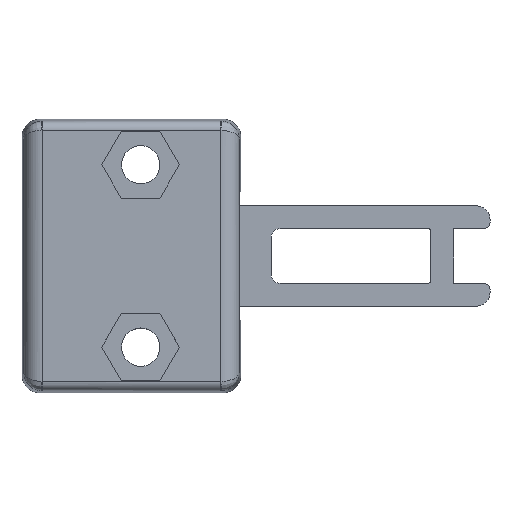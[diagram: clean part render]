
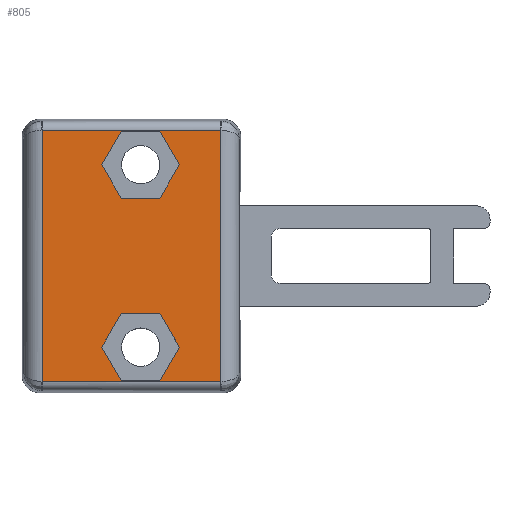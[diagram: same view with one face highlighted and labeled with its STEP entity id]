
A CAD part, top view. The second image highlights one B-rep face of the part: STEP entity #805.
In plain terms, the highlighted planar face has unit normal (0, 0, 1).
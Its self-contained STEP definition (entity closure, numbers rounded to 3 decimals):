
#71=ELLIPSE('',#2495,1.001,1.);
#73=ELLIPSE('',#2499,1.001,1.);
#75=ELLIPSE('',#2502,1.001,1.);
#82=ELLIPSE('',#2516,1.001,1.);
#217=FACE_BOUND('',#1073,.T.);
#218=FACE_BOUND('',#1074,.T.);
#219=FACE_BOUND('',#1075,.T.);
#258=PLANE('',#2518);
#309=LINE('',#3407,#542);
#312=LINE('',#3413,#545);
#314=LINE('',#3417,#547);
#316=LINE('',#3421,#549);
#318=LINE('',#3425,#551);
#326=LINE('',#3447,#559);
#329=LINE('',#3453,#562);
#331=LINE('',#3457,#564);
#333=LINE('',#3461,#566);
#335=LINE('',#3465,#568);
#336=LINE('',#3467,#569);
#355=LINE('',#3543,#588);
#356=LINE('',#3587,#589);
#358=LINE('',#3645,#591);
#359=LINE('',#3689,#592);
#371=LINE('',#3842,#604);
#542=VECTOR('',#2695,1.);
#545=VECTOR('',#2700,1.);
#547=VECTOR('',#2704,1.);
#549=VECTOR('',#2708,1.);
#551=VECTOR('',#2712,1.);
#559=VECTOR('',#2730,1.);
#562=VECTOR('',#2735,1.);
#564=VECTOR('',#2739,1.);
#566=VECTOR('',#2743,1.);
#568=VECTOR('',#2747,1.);
#569=VECTOR('',#2750,1.);
#588=VECTOR('',#2791,1.);
#589=VECTOR('',#2798,1.);
#591=VECTOR('',#2802,1.);
#592=VECTOR('',#2809,1.);
#604=VECTOR('',#2853,1.);
#805=ADVANCED_FACE('',(#217,#218,#219),#258,.F.);
#1073=EDGE_LOOP('',(#1351,#1352,#1353,#1354,#1355,#1356,#1357,#1358));
#1074=EDGE_LOOP('',(#1359,#1360,#1361,#1362,#1363,#1364));
#1075=EDGE_LOOP('',(#1365,#1366,#1367,#1368,#1369,#1370));
#1351=ORIENTED_EDGE('',*,*,#2153,.F.);
#1352=ORIENTED_EDGE('',*,*,#2174,.F.);
#1353=ORIENTED_EDGE('',*,*,#2147,.F.);
#1354=ORIENTED_EDGE('',*,*,#2151,.F.);
#1355=ORIENTED_EDGE('',*,*,#2172,.F.);
#1356=ORIENTED_EDGE('',*,*,#2145,.F.);
#1357=ORIENTED_EDGE('',*,*,#2135,.F.);
#1358=ORIENTED_EDGE('',*,*,#2139,.F.);
#1359=ORIENTED_EDGE('',*,*,#2108,.T.);
#1360=ORIENTED_EDGE('',*,*,#2098,.T.);
#1361=ORIENTED_EDGE('',*,*,#2101,.T.);
#1362=ORIENTED_EDGE('',*,*,#2103,.T.);
#1363=ORIENTED_EDGE('',*,*,#2105,.T.);
#1364=ORIENTED_EDGE('',*,*,#2107,.T.);
#1365=ORIENTED_EDGE('',*,*,#2088,.T.);
#1366=ORIENTED_EDGE('',*,*,#2133,.T.);
#1367=ORIENTED_EDGE('',*,*,#2079,.T.);
#1368=ORIENTED_EDGE('',*,*,#2082,.T.);
#1369=ORIENTED_EDGE('',*,*,#2084,.T.);
#1370=ORIENTED_EDGE('',*,*,#2086,.T.);
#1820=VERTEX_POINT('',#3346);
#1831=VERTEX_POINT('',#3406);
#1832=VERTEX_POINT('',#3408);
#1833=VERTEX_POINT('',#3412);
#1834=VERTEX_POINT('',#3416);
#1835=VERTEX_POINT('',#3420);
#1836=VERTEX_POINT('',#3424);
#1845=VERTEX_POINT('',#3446);
#1846=VERTEX_POINT('',#3448);
#1847=VERTEX_POINT('',#3452);
#1848=VERTEX_POINT('',#3456);
#1849=VERTEX_POINT('',#3460);
#1850=VERTEX_POINT('',#3464);
#1872=VERTEX_POINT('',#3551);
#1873=VERTEX_POINT('',#3553);
#1876=VERTEX_POINT('',#3586);
#1878=VERTEX_POINT('',#3596);
#1880=VERTEX_POINT('',#3653);
#1881=VERTEX_POINT('',#3655);
#1884=VERTEX_POINT('',#3688);
#2079=EDGE_CURVE('',#1832,#1831,#309,.T.);
#2082=EDGE_CURVE('',#1831,#1833,#312,.T.);
#2084=EDGE_CURVE('',#1833,#1834,#314,.T.);
#2086=EDGE_CURVE('',#1834,#1835,#316,.T.);
#2088=EDGE_CURVE('',#1835,#1836,#318,.T.);
#2098=EDGE_CURVE('',#1846,#1845,#326,.T.);
#2101=EDGE_CURVE('',#1845,#1847,#329,.T.);
#2103=EDGE_CURVE('',#1847,#1848,#331,.T.);
#2105=EDGE_CURVE('',#1848,#1849,#333,.T.);
#2107=EDGE_CURVE('',#1849,#1850,#335,.T.);
#2108=EDGE_CURVE('',#1850,#1846,#336,.T.);
#2133=EDGE_CURVE('',#1836,#1832,#355,.T.);
#2135=EDGE_CURVE('',#1872,#1873,#71,.T.);
#2139=EDGE_CURVE('',#1876,#1872,#356,.T.);
#2145=EDGE_CURVE('',#1873,#1820,#358,.T.);
#2147=EDGE_CURVE('',#1880,#1881,#73,.T.);
#2151=EDGE_CURVE('',#1884,#1880,#359,.T.);
#2153=EDGE_CURVE('',#1878,#1876,#75,.T.);
#2172=EDGE_CURVE('',#1820,#1884,#82,.T.);
#2174=EDGE_CURVE('',#1881,#1878,#371,.T.);
#2495=AXIS2_PLACEMENT_3D('',#3552,#2794,#2795);
#2499=AXIS2_PLACEMENT_3D('',#3654,#2805,#2806);
#2502=AXIS2_PLACEMENT_3D('',#3692,#2813,#2814);
#2516=AXIS2_PLACEMENT_3D('',#3785,#2851,#2852);
#2518=AXIS2_PLACEMENT_3D('',#3844,#2856,#2857);
#2695=DIRECTION('',(0.5,-0.866,0.));
#2700=DIRECTION('',(-0.5,-0.866,0.));
#2704=DIRECTION('',(-1.,0.,0.));
#2708=DIRECTION('',(-0.5,0.866,0.));
#2712=DIRECTION('',(0.5,0.866,0.));
#2730=DIRECTION('',(1.,0.,0.));
#2735=DIRECTION('',(0.5,-0.866,0.));
#2739=DIRECTION('',(-0.5,-0.866,0.));
#2743=DIRECTION('',(-1.,0.,0.));
#2747=DIRECTION('',(-0.5,0.866,0.));
#2750=DIRECTION('',(0.5,0.866,0.));
#2791=DIRECTION('',(1.,0.,0.));
#2794=DIRECTION('',(0.,0.,-1.));
#2795=DIRECTION('',(-0.707,-0.707,0.));
#2798=DIRECTION('',(-1.,0.,0.));
#2802=DIRECTION('',(0.,1.,0.));
#2805=DIRECTION('',(0.,0.,-1.));
#2806=DIRECTION('',(0.707,0.707,0.));
#2809=DIRECTION('',(1.,0.,0.));
#2813=DIRECTION('',(0.,0.,-1.));
#2814=DIRECTION('',(0.707,-0.707,0.));
#2851=DIRECTION('',(0.,0.,-1.));
#2852=DIRECTION('',(-0.707,0.707,0.));
#2853=DIRECTION('',(0.,-1.,0.));
#2856=DIRECTION('',(0.,0.,-1.));
#2857=DIRECTION('',(-1.,0.,0.));
#3346=CARTESIAN_POINT('',(36.88,13.772,11.25));
#3406=CARTESIAN_POINT('',(51.936,-10.,11.25));
#3407=CARTESIAN_POINT('',(49.115,-5.113,11.25));
#3408=CARTESIAN_POINT('',(49.811,-6.319,11.25));
#3412=CARTESIAN_POINT('',(49.811,-13.681,11.25));
#3413=CARTESIAN_POINT('',(52.383,-9.227,11.25));
#3416=CARTESIAN_POINT('',(45.561,-13.681,11.25));
#3417=CARTESIAN_POINT('',(46.124,-13.681,11.25));
#3420=CARTESIAN_POINT('',(43.436,-10.,11.25));
#3421=CARTESIAN_POINT('',(41.678,-6.954,11.25));
#3424=CARTESIAN_POINT('',(45.561,-6.319,11.25));
#3425=CARTESIAN_POINT('',(47.07,-3.706,11.25));
#3446=CARTESIAN_POINT('',(49.811,13.681,11.25));
#3447=CARTESIAN_POINT('',(48.249,13.681,11.25));
#3448=CARTESIAN_POINT('',(45.561,13.681,11.25));
#3452=CARTESIAN_POINT('',(51.936,10.,11.25));
#3453=CARTESIAN_POINT('',(53.445,7.387,11.25));
#3456=CARTESIAN_POINT('',(49.811,6.319,11.25));
#3457=CARTESIAN_POINT('',(48.053,3.273,11.25));
#3460=CARTESIAN_POINT('',(45.561,6.319,11.25));
#3461=CARTESIAN_POINT('',(46.124,6.319,11.25));
#3464=CARTESIAN_POINT('',(43.436,10.,11.25));
#3465=CARTESIAN_POINT('',(46.008,5.546,11.25));
#3467=CARTESIAN_POINT('',(42.74,8.794,11.25));
#3543=CARTESIAN_POINT('',(48.249,-6.319,11.25));
#3551=CARTESIAN_POINT('',(36.913,-13.772,11.25));
#3552=CARTESIAN_POINT('',(36.915,-12.772,11.25));
#3553=CARTESIAN_POINT('',(36.88,-13.772,11.25));
#3586=CARTESIAN_POINT('',(56.459,-13.772,11.25));
#3587=CARTESIAN_POINT('',(40.686,-13.772,11.25));
#3596=CARTESIAN_POINT('',(56.493,-13.772,11.25));
#3645=CARTESIAN_POINT('',(36.88,7.5,11.25));
#3653=CARTESIAN_POINT('',(56.459,13.772,11.25));
#3654=CARTESIAN_POINT('',(56.458,12.772,11.25));
#3655=CARTESIAN_POINT('',(56.493,13.772,11.25));
#3688=CARTESIAN_POINT('',(36.913,13.772,11.25));
#3689=CARTESIAN_POINT('',(52.686,13.772,11.25));
#3692=CARTESIAN_POINT('',(56.458,-12.772,11.25));
#3785=CARTESIAN_POINT('',(36.915,12.772,11.25));
#3842=CARTESIAN_POINT('',(56.493,-7.5,11.25));
#3844=CARTESIAN_POINT('',(46.686,0.,11.25));
